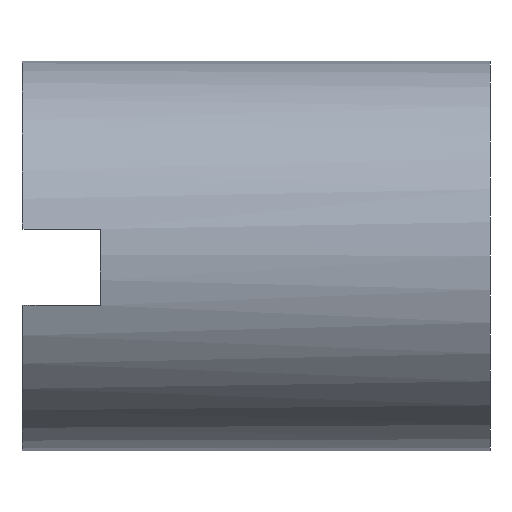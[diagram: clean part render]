
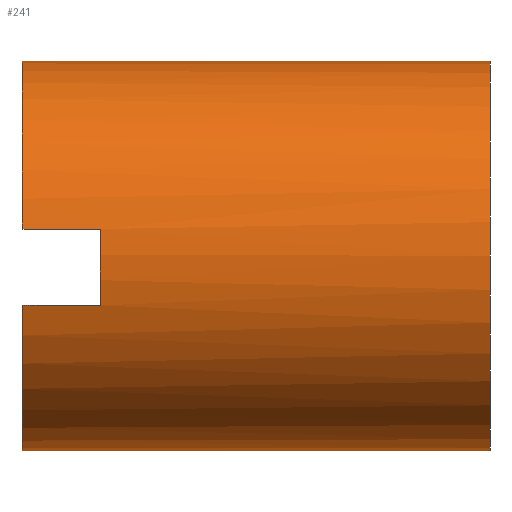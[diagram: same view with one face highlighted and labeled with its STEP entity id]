
A CAD part, left-side view. The second image highlights one B-rep face of the part: STEP entity #241.
In plain terms, the highlighted cylindrical face has radius 7.5 mm (diameter 15 mm), a partial arc.
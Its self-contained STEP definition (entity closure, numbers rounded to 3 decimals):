
#2 = CARTESIAN_POINT ( 'NONE',  ( 0., 18., 0. ) ) ;
#3 = CARTESIAN_POINT ( 'NONE',  ( -7.428, 18., 1.037 ) ) ;
#7 = VECTOR ( 'NONE', #145, 1000. ) ;
#13 = VECTOR ( 'NONE', #298, 1000. ) ;
#14 = ORIENTED_EDGE ( 'NONE', *, *, #174, .T. ) ;
#19 = VERTEX_POINT ( 'NONE', #38 ) ;
#20 = EDGE_CURVE ( 'NONE', #19, #235, #187, .T. ) ;
#23 = DIRECTION ( 'NONE',  ( 0., 1., 0. ) ) ;
#24 = CARTESIAN_POINT ( 'NONE',  ( 0., 15., 0. ) ) ;
#27 = CARTESIAN_POINT ( 'NONE',  ( 0., 0., 0. ) ) ;
#33 = VERTEX_POINT ( 'NONE', #208 ) ;
#38 = CARTESIAN_POINT ( 'NONE',  ( -7.256, 15., -1.899 ) ) ;
#41 = CARTESIAN_POINT ( 'NONE',  ( 0., 0., 7.5 ) ) ;
#45 = CIRCLE ( 'NONE', #209, 7.5 ) ;
#50 = CARTESIAN_POINT ( 'NONE',  ( 0., 18., 0. ) ) ;
#55 = ORIENTED_EDGE ( 'NONE', *, *, #243, .F. ) ;
#56 = DIRECTION ( 'NONE',  ( 0., 0., 1. ) ) ;
#57 = EDGE_CURVE ( 'NONE', #231, #233, #257, .T. ) ;
#76 = LINE ( 'NONE', #151, #105 ) ;
#79 = CARTESIAN_POINT ( 'NONE',  ( 0., 0., -7.5 ) ) ;
#82 = ORIENTED_EDGE ( 'NONE', *, *, #300, .T. ) ;
#86 = DIRECTION ( 'NONE',  ( 0., 0., 1. ) ) ;
#93 = FACE_OUTER_BOUND ( 'NONE', #221, .T. ) ;
#94 = VECTOR ( 'NONE', #247, 1000. ) ;
#105 = VECTOR ( 'NONE', #269, 1000. ) ;
#110 = VERTEX_POINT ( 'NONE', #309 ) ;
#115 = DIRECTION ( 'NONE',  ( 0., 1., 0. ) ) ;
#126 = LINE ( 'NONE', #3, #94 ) ;
#136 = ORIENTED_EDGE ( 'NONE', *, *, #165, .T. ) ;
#137 = CARTESIAN_POINT ( 'NONE',  ( -7.256, 18., -1.899 ) ) ;
#144 = CARTESIAN_POINT ( 'NONE',  ( 0., 18., 7.5 ) ) ;
#145 = DIRECTION ( 'NONE',  ( 0., -1., 0. ) ) ;
#147 = AXIS2_PLACEMENT_3D ( 'NONE', #50, #178, #293 ) ;
#151 = CARTESIAN_POINT ( 'NONE',  ( 0., 18., 7.5 ) ) ;
#153 = VERTEX_POINT ( 'NONE', #41 ) ;
#165 = EDGE_CURVE ( 'NONE', #33, #276, #242, .T. ) ;
#171 = DIRECTION ( 'NONE',  ( 0., 0., 1. ) ) ;
#172 = EDGE_CURVE ( 'NONE', #19, #110, #185, .T. ) ;
#174 = EDGE_CURVE ( 'NONE', #276, #153, #245, .T. ) ;
#178 = DIRECTION ( 'NONE',  ( 0., -1., 0. ) ) ;
#184 = ORIENTED_EDGE ( 'NONE', *, *, #20, .T. ) ;
#185 = CIRCLE ( 'NONE', #222, 7.5 ) ;
#187 = LINE ( 'NONE', #137, #13 ) ;
#194 = CYLINDRICAL_SURFACE ( 'NONE', #147, 7.5 ) ;
#208 = CARTESIAN_POINT ( 'NONE',  ( 0., 18., -7.5 ) ) ;
#209 = AXIS2_PLACEMENT_3D ( 'NONE', #2, #250, #56 ) ;
#210 = AXIS2_PLACEMENT_3D ( 'NONE', #256, #302, #86 ) ;
#212 = ORIENTED_EDGE ( 'NONE', *, *, #294, .F. ) ;
#215 = CARTESIAN_POINT ( 'NONE',  ( -7.428, 18., 1.037 ) ) ;
#221 = EDGE_LOOP ( 'NONE', ( #212, #289, #82, #234, #184, #55, #136, #14 ) ) ;
#222 = AXIS2_PLACEMENT_3D ( 'NONE', #24, #115, #283 ) ;
#223 = AXIS2_PLACEMENT_3D ( 'NONE', #27, #23, #171 ) ;
#231 = VERTEX_POINT ( 'NONE', #215 ) ;
#233 = VERTEX_POINT ( 'NONE', #144 ) ;
#234 = ORIENTED_EDGE ( 'NONE', *, *, #172, .F. ) ;
#235 = VERTEX_POINT ( 'NONE', #240 ) ;
#240 = CARTESIAN_POINT ( 'NONE',  ( -7.256, 18., -1.899 ) ) ;
#241 = ADVANCED_FACE ( 'NONE', ( #93 ), #194, .T. ) ;
#242 = LINE ( 'NONE', #264, #7 ) ;
#243 = EDGE_CURVE ( 'NONE', #33, #235, #45, .T. ) ;
#245 = CIRCLE ( 'NONE', #223, 7.5 ) ;
#247 = DIRECTION ( 'NONE',  ( 0., -1., 0. ) ) ;
#250 = DIRECTION ( 'NONE',  ( 0., 1., 0. ) ) ;
#256 = CARTESIAN_POINT ( 'NONE',  ( 0., 18., 0. ) ) ;
#257 = CIRCLE ( 'NONE', #210, 7.5 ) ;
#264 = CARTESIAN_POINT ( 'NONE',  ( 0., 18., -7.5 ) ) ;
#269 = DIRECTION ( 'NONE',  ( 0., -1., 0. ) ) ;
#276 = VERTEX_POINT ( 'NONE', #79 ) ;
#283 = DIRECTION ( 'NONE',  ( 0., 0., 1. ) ) ;
#289 = ORIENTED_EDGE ( 'NONE', *, *, #57, .F. ) ;
#293 = DIRECTION ( 'NONE',  ( 0., 0., -1. ) ) ;
#294 = EDGE_CURVE ( 'NONE', #233, #153, #76, .T. ) ;
#298 = DIRECTION ( 'NONE',  ( 0., 1., 0. ) ) ;
#300 = EDGE_CURVE ( 'NONE', #231, #110, #126, .T. ) ;
#302 = DIRECTION ( 'NONE',  ( 0., 1., 0. ) ) ;
#309 = CARTESIAN_POINT ( 'NONE',  ( -7.428, 15., 1.037 ) ) ;
